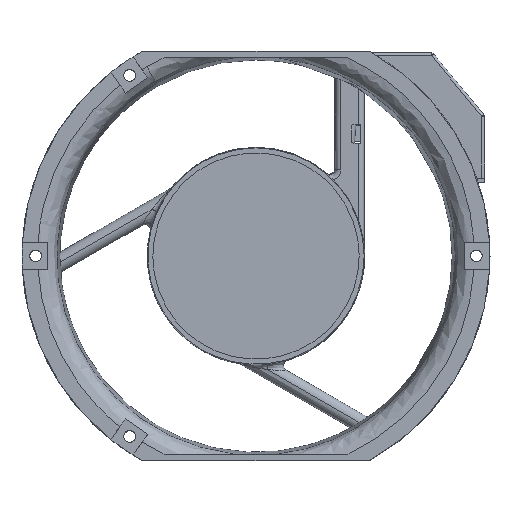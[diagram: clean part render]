
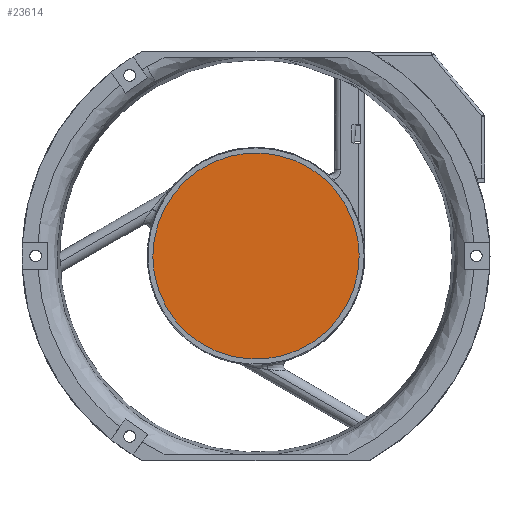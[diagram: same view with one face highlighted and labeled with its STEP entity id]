
A CAD part, top view. The second image highlights one B-rep face of the part: STEP entity #23614.
In plain terms, the highlighted planar face has unit normal (0, 0, 1).
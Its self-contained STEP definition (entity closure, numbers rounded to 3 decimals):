
#1472 = CARTESIAN_POINT ( 'NONE',  ( 24.953, 53.126, 0.456 ) ) ;
#1614 = CARTESIAN_POINT ( 'NONE',  ( 33.976, 41.369, 0.456 ) ) ;
#1886 = CARTESIAN_POINT ( 'NONE',  ( 32.808, 43.555, 0.456 ) ) ;
#2303 = CARTESIAN_POINT ( 'NONE',  ( 9.747, -12.119, 0.456 ) ) ;
#2694 = CARTESIAN_POINT ( 'NONE',  ( -16.89, -9.496, 0.456 ) ) ;
#4577 = CARTESIAN_POINT ( 'NONE',  ( 28.471, 49.607, 0.456 ) ) ;
#4846 = CARTESIAN_POINT ( 'NONE',  ( -37.987, 24.567, 0.456 ) ) ;
#4979 = CARTESIAN_POINT ( 'NONE',  ( -16.89, 58.63, 0.456 ) ) ;
#5390 = CARTESIAN_POINT ( 'NONE',  ( -9.921, -12.119, 0.456 ) ) ;
#5775 = CARTESIAN_POINT ( 'NONE',  ( 35.88, 12.362, 0.456 ) ) ;
#7822 = CARTESIAN_POINT ( 'NONE',  ( 16.715, 58.63, 0.456 ) ) ;
#7961 = CARTESIAN_POINT ( 'NONE',  ( -37.987, 27.055, 0.456 ) ) ;
#8087 = CARTESIAN_POINT ( 'NONE',  ( -23.212, 54.698, 0.456 ) ) ;
#8507 = CARTESIAN_POINT ( 'NONE',  ( -36.055, 12.362, 0.456 ) ) ;
#8639 = CARTESIAN_POINT ( 'NONE',  ( 12.118, -11.4, 0.456 ) ) ;
#8754 = CARTESIAN_POINT ( 'NONE',  ( -5.041, -13.09, 0.456 ) ) ;
#8886 = CARTESIAN_POINT ( 'NONE',  ( -37.987, 22.078, 0.456 ) ) ;
#9311 = DIRECTION ( 'NONE',  ( 0., 0., -1. ) ) ;
#10805 = CARTESIAN_POINT ( 'NONE',  ( -30.218, 47.692, 0.456 ) ) ;
#10945 = CARTESIAN_POINT ( 'NONE',  ( -34.15, 41.369, 0.456 ) ) ;
#11200 = CARTESIAN_POINT ( 'NONE',  ( 18.9, 57.462, 0.456 ) ) ;
#11346 = CARTESIAN_POINT ( 'NONE',  ( -12.293, 60.534, 0.456 ) ) ;
#11498 = CARTESIAN_POINT ( 'NONE',  ( 37.57, 19.613, 0.456 ) ) ;
#11629 = CARTESIAN_POINT ( 'NONE',  ( -36.774, 14.733, 0.456 ) ) ;
#12018 = CARTESIAN_POINT ( 'NONE',  ( -37.987, 24.567, 0.456 ) ) ;
#12333 = EDGE_CURVE ( 'NONE', #16340, #35871, #24789, .T. ) ;
#13141 = EDGE_LOOP ( 'NONE', ( #17245, #30748 ) ) ;
#13507 = CARTESIAN_POINT ( 'NONE',  ( -37.987, 24.567, 0.456 ) ) ;
#14041 = CARTESIAN_POINT ( 'NONE',  ( 37.57, 29.521, 0.456 ) ) ;
#14183 = CARTESIAN_POINT ( 'NONE',  ( -19.075, 57.462, 0.456 ) ) ;
#14315 = CARTESIAN_POINT ( 'NONE',  ( 37.813, 24.567, 0.456 ) ) ;
#14599 = CARTESIAN_POINT ( 'NONE',  ( -2.575, -13.333, 0.456 ) ) ;
#14878 = DIRECTION ( 'NONE',  ( -1., 0., 0. ) ) ;
#14990 = CARTESIAN_POINT ( 'NONE',  ( 24.953, -3.991, 0.456 ) ) ;
#16340 = VERTEX_POINT ( 'NONE', #13507 ) ;
#16519 = EDGE_CURVE ( 'NONE', #35871, #16340, #16952, .T. ) ;
#16952 = B_SPLINE_CURVE_WITH_KNOTS ( 'NONE', 3,
 ( #36655, #27337, #11498, #30172, #5775, #39369, #33678, #20730, #30040, #14990, #17965, #26956, #39498, #8639, #2303, #21113, #18100, #14599, #8754, #5390, #27092, #2694, #39750, #36284, #30429, #20856, #24367, #27457, #30549, #8507, #11629, #33282, #8886, #12018 ),
 .UNSPECIFIED., .F., .F.,
 ( 4, 2, 2, 2, 2, 2, 2, 2, 2, 2, 2, 2, 2, 2, 2, 2, 4 ),
 ( 0., 0.063, 0.125, 0.188, 0.25, 0.313, 0.375, 0.438, 0.5, 0.563, 0.625, 0.688, 0.75, 0.813, 0.875, 0.938, 1. ),
 .UNSPECIFIED. ) ;
#17027 = CARTESIAN_POINT ( 'NONE',  ( -25.128, 53.126, 0.456 ) ) ;
#17245 = ORIENTED_EDGE ( 'NONE', *, *, #16519, .F. ) ;
#17556 = CARTESIAN_POINT ( 'NONE',  ( 12.118, 60.534, 0.456 ) ) ;
#17965 = CARTESIAN_POINT ( 'NONE',  ( 23.037, -5.563, 0.456 ) ) ;
#18100 = CARTESIAN_POINT ( 'NONE',  ( 2.4, -13.333, 0.456 ) ) ;
#18508 = PLANE ( 'NONE',  #36976 ) ;
#20150 = CARTESIAN_POINT ( 'NONE',  ( 30.043, 47.692, 0.456 ) ) ;
#20425 = CARTESIAN_POINT ( 'NONE',  ( 4.866, 62.224, 0.456 ) ) ;
#20569 = CARTESIAN_POINT ( 'NONE',  ( -32.982, 43.555, 0.456 ) ) ;
#20730 = CARTESIAN_POINT ( 'NONE',  ( 30.043, 1.442, 0.456 ) ) ;
#20856 = CARTESIAN_POINT ( 'NONE',  ( -28.646, -0.473, 0.456 ) ) ;
#21113 = CARTESIAN_POINT ( 'NONE',  ( 4.866, -13.09, 0.456 ) ) ;
#22338 = CARTESIAN_POINT ( 'NONE',  ( 37.813, 24.567, 0.456 ) ) ;
#23579 = CARTESIAN_POINT ( 'NONE',  ( 36.599, 34.401, 0.456 ) ) ;
#23614 = ADVANCED_FACE ( 'NONE', ( #27099 ), #18508, .F. ) ;
#23704 = CARTESIAN_POINT ( 'NONE',  ( -9.921, 61.254, 0.456 ) ) ;
#24367 = CARTESIAN_POINT ( 'NONE',  ( -30.218, 1.443, 0.456 ) ) ;
#24789 = B_SPLINE_CURVE_WITH_KNOTS ( 'NONE', 3,
 ( #4846, #7961, #39069, #32460, #32733, #10945, #20569, #10805, #38936, #17027, #8087, #14183, #4979, #11346, #23704, #32994, #35850, #36121, #20425, #29746, #17556, #7822, #11200, #29478, #1472, #4577, #20150, #1886, #1614, #32601, #23579, #14041, #38795, #14315 ),
 .UNSPECIFIED., .F., .F.,
 ( 4, 2, 2, 2, 2, 2, 2, 2, 2, 2, 2, 2, 2, 2, 2, 2, 4 ),
 ( 0., 0.063, 0.125, 0.188, 0.25, 0.313, 0.375, 0.438, 0.5, 0.563, 0.625, 0.687, 0.75, 0.812, 0.875, 0.938, 1. ),
 .UNSPECIFIED. ) ;
#26956 = CARTESIAN_POINT ( 'NONE',  ( 18.9, -8.328, 0.456 ) ) ;
#27092 = CARTESIAN_POINT ( 'NONE',  ( -12.293, -11.4, 0.456 ) ) ;
#27099 = FACE_OUTER_BOUND ( 'NONE', #13141, .T. ) ;
#27337 = CARTESIAN_POINT ( 'NONE',  ( 37.813, 22.079, 0.456 ) ) ;
#27457 = CARTESIAN_POINT ( 'NONE',  ( -32.982, 5.58, 0.456 ) ) ;
#27480 = CARTESIAN_POINT ( 'NONE',  ( 37.813, 24.567, 0.456 ) ) ;
#29478 = CARTESIAN_POINT ( 'NONE',  ( 23.037, 54.698, 0.456 ) ) ;
#29746 = CARTESIAN_POINT ( 'NONE',  ( 9.747, 61.254, 0.456 ) ) ;
#30040 = CARTESIAN_POINT ( 'NONE',  ( 28.471, -0.473, 0.456 ) ) ;
#30172 = CARTESIAN_POINT ( 'NONE',  ( 36.599, 14.733, 0.456 ) ) ;
#30429 = CARTESIAN_POINT ( 'NONE',  ( -25.128, -3.991, 0.456 ) ) ;
#30549 = CARTESIAN_POINT ( 'NONE',  ( -34.15, 7.765, 0.456 ) ) ;
#30748 = ORIENTED_EDGE ( 'NONE', *, *, #12333, .F. ) ;
#32460 = CARTESIAN_POINT ( 'NONE',  ( -36.774, 34.401, 0.456 ) ) ;
#32601 = CARTESIAN_POINT ( 'NONE',  ( 35.88, 36.772, 0.456 ) ) ;
#32733 = CARTESIAN_POINT ( 'NONE',  ( -36.054, 36.772, 0.456 ) ) ;
#32994 = CARTESIAN_POINT ( 'NONE',  ( -5.041, 62.224, 0.456 ) ) ;
#33282 = CARTESIAN_POINT ( 'NONE',  ( -37.745, 19.614, 0.456 ) ) ;
#33678 = CARTESIAN_POINT ( 'NONE',  ( 32.807, 5.58, 0.456 ) ) ;
#35850 = CARTESIAN_POINT ( 'NONE',  ( -2.575, 62.467, 0.456 ) ) ;
#35871 = VERTEX_POINT ( 'NONE', #22338 ) ;
#36121 = CARTESIAN_POINT ( 'NONE',  ( 2.4, 62.467, 0.456 ) ) ;
#36284 = CARTESIAN_POINT ( 'NONE',  ( -23.212, -5.563, 0.456 ) ) ;
#36655 = CARTESIAN_POINT ( 'NONE',  ( 37.813, 24.567, 0.456 ) ) ;
#36976 = AXIS2_PLACEMENT_3D ( 'NONE', #27480, #9311, #14878 ) ;
#38795 = CARTESIAN_POINT ( 'NONE',  ( 37.813, 27.056, 0.456 ) ) ;
#38936 = CARTESIAN_POINT ( 'NONE',  ( -28.646, 49.607, 0.456 ) ) ;
#39069 = CARTESIAN_POINT ( 'NONE',  ( -37.744, 29.521, 0.456 ) ) ;
#39369 = CARTESIAN_POINT ( 'NONE',  ( 33.976, 7.765, 0.456 ) ) ;
#39498 = CARTESIAN_POINT ( 'NONE',  ( 16.715, -9.496, 0.456 ) ) ;
#39750 = CARTESIAN_POINT ( 'NONE',  ( -19.075, -8.328, 0.456 ) ) ;
